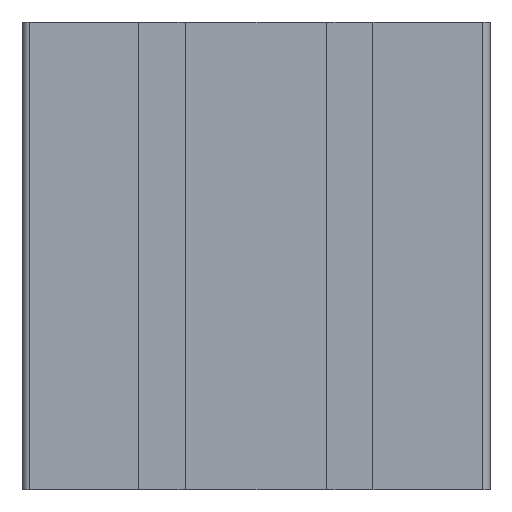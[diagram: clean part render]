
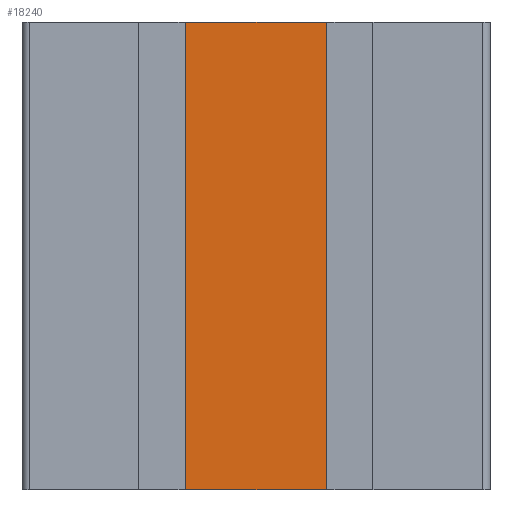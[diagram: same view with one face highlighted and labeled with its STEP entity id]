
A CAD part, front view. The second image highlights one B-rep face of the part: STEP entity #18240.
In plain terms, the highlighted planar face has unit normal (0, -1, 0).
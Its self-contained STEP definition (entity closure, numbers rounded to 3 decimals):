
#3820=CARTESIAN_POINT('',(-10.517,-51.652,0.));
#3830=VERTEX_POINT('',#3820);
#3860=CARTESIAN_POINT('',(-10.517,-51.652,0.));
#3870=DIRECTION('',(1.,0.,0.));
#3880=VECTOR('',#3870,1.);
#3890=LINE('',#3860,#3880);
#3900=CARTESIAN_POINT('',(19.483,-51.652,0.));
#3910=VERTEX_POINT('',#3900);
#3920=EDGE_CURVE('',#3830,#3910,#3890,.T.);
#10020=CARTESIAN_POINT('',(19.483,-51.652,100.));
#10030=VERTEX_POINT('',#10020);
#10060=CARTESIAN_POINT('',(-10.517,-51.652,100.));
#10070=DIRECTION('',(1.,0.,0.));
#10080=VECTOR('',#10070,1.);
#10090=LINE('',#10060,#10080);
#10100=CARTESIAN_POINT('',(-10.517,-51.652,100.));
#10110=VERTEX_POINT('',#10100);
#10120=EDGE_CURVE('',#10110,#10030,#10090,.T.);
#16750=CARTESIAN_POINT('',(19.483,-51.652,100.));
#16760=DIRECTION('',(0.,0.,-1.));
#16770=VECTOR('',#16760,1.);
#16780=LINE('',#16750,#16770);
#16790=EDGE_CURVE('',#10030,#3910,#16780,.T.);
#16890=CARTESIAN_POINT('',(-10.517,-51.652,100.));
#16900=DIRECTION('',(0.,0.,-1.));
#16910=VECTOR('',#16900,1.);
#16920=LINE('',#16890,#16910);
#16930=EDGE_CURVE('',#10110,#3830,#16920,.T.);
#18130=CARTESIAN_POINT('',(-10.517,-51.652,100.));
#18140=DIRECTION('',(-0.,-1.,-0.));
#18150=DIRECTION('',(-1.,0.,0.));
#18160=AXIS2_PLACEMENT_3D('',#18130,#18140,#18150);
#18170=PLANE('',#18160);
#18180=ORIENTED_EDGE('',*,*,#16790,.F.);
#18190=ORIENTED_EDGE('',*,*,#3920,.T.);
#18200=ORIENTED_EDGE('',*,*,#16930,.T.);
#18210=ORIENTED_EDGE('',*,*,#10120,.F.);
#18220=EDGE_LOOP('',(#18210,#18200,#18190,#18180));
#18230=FACE_OUTER_BOUND('',#18220,.T.);
#18240=ADVANCED_FACE('',(#18230),#18170,.T.);
